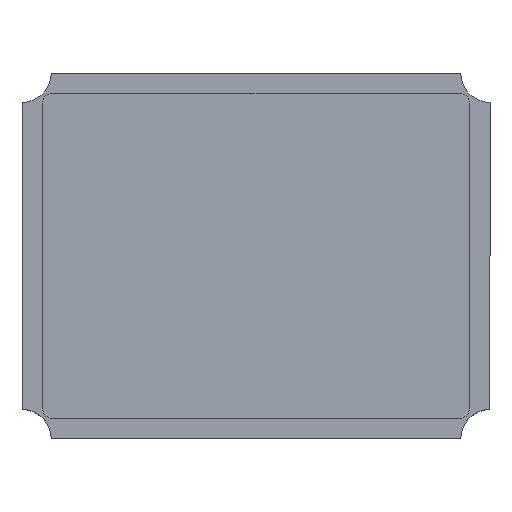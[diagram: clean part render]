
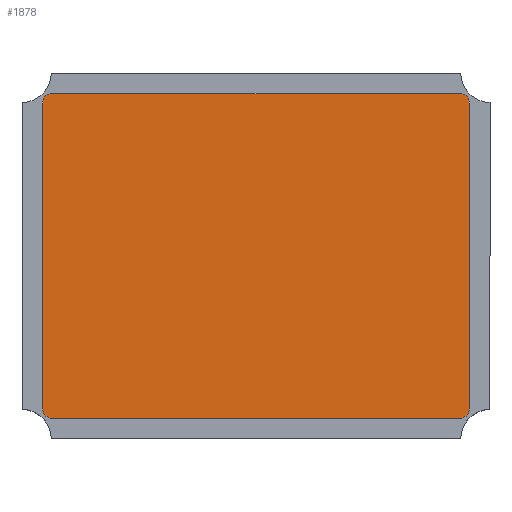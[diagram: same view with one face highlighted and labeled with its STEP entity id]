
A CAD part, top view. The second image highlights one B-rep face of the part: STEP entity #1878.
In plain terms, the highlighted face is planar.
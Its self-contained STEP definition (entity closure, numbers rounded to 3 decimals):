
#78=PLANE('',#2047);
#172=FACE_OUTER_BOUND('',#276,.T.);
#276=EDGE_LOOP('',(#1599,#1600,#1601,#1602,#1603,#1604,#1605,#1606));
#444=LINE('',#3003,#650);
#448=LINE('',#3015,#654);
#452=LINE('',#3027,#658);
#455=LINE('',#3036,#661);
#650=VECTOR('',#2442,1000.);
#654=VECTOR('',#2454,1000.);
#658=VECTOR('',#2466,1000.);
#661=VECTOR('',#2477,1000.);
#760=CIRCLE('',#2033,0.065);
#762=CIRCLE('',#2037,0.065);
#764=CIRCLE('',#2041,0.065);
#766=CIRCLE('',#2045,0.065);
#899=VERTEX_POINT('',#2993);
#900=VERTEX_POINT('',#2995);
#902=VERTEX_POINT('',#3001);
#904=VERTEX_POINT('',#3007);
#906=VERTEX_POINT('',#3013);
#908=VERTEX_POINT('',#3019);
#910=VERTEX_POINT('',#3025);
#912=VERTEX_POINT('',#3031);
#1134=EDGE_CURVE('',#899,#900,#760,.T.);
#1138=EDGE_CURVE('',#902,#899,#444,.T.);
#1141=EDGE_CURVE('',#902,#904,#762,.T.);
#1144=EDGE_CURVE('',#904,#906,#448,.T.);
#1147=EDGE_CURVE('',#906,#908,#764,.T.);
#1150=EDGE_CURVE('',#908,#910,#452,.T.);
#1153=EDGE_CURVE('',#910,#912,#766,.T.);
#1155=EDGE_CURVE('',#900,#912,#455,.T.);
#1599=ORIENTED_EDGE('',*,*,#1134,.F.);
#1600=ORIENTED_EDGE('',*,*,#1138,.F.);
#1601=ORIENTED_EDGE('',*,*,#1141,.T.);
#1602=ORIENTED_EDGE('',*,*,#1144,.T.);
#1603=ORIENTED_EDGE('',*,*,#1147,.T.);
#1604=ORIENTED_EDGE('',*,*,#1150,.T.);
#1605=ORIENTED_EDGE('',*,*,#1153,.T.);
#1606=ORIENTED_EDGE('',*,*,#1155,.F.);
#1878=ADVANCED_FACE('',(#172),#78,.T.);
#2033=AXIS2_PLACEMENT_3D('',#2996,#2435,#2436);
#2037=AXIS2_PLACEMENT_3D('',#3009,#2448,#2449);
#2041=AXIS2_PLACEMENT_3D('',#3021,#2460,#2461);
#2045=AXIS2_PLACEMENT_3D('',#3033,#2472,#2473);
#2047=AXIS2_PLACEMENT_3D('',#3037,#2478,#2479);
#2435=DIRECTION('center_axis',(0.,-1.,0.));
#2436=DIRECTION('ref_axis',(0.,0.,1.));
#2442=DIRECTION('',(1.,0.,0.));
#2448=DIRECTION('center_axis',(0.,1.,0.));
#2449=DIRECTION('ref_axis',(0.,0.,1.));
#2454=DIRECTION('',(0.,0.,1.));
#2460=DIRECTION('center_axis',(0.,1.,0.));
#2461=DIRECTION('ref_axis',(0.,0.,1.));
#2466=DIRECTION('',(1.,0.,0.));
#2472=DIRECTION('center_axis',(0.,1.,0.));
#2473=DIRECTION('ref_axis',(0.,0.,1.));
#2477=DIRECTION('',(0.,0.,1.));
#2478=DIRECTION('center_axis',(0.,1.,0.));
#2479=DIRECTION('ref_axis',(0.,0.,1.));
#2993=CARTESIAN_POINT('',(1.395,-89.4,-1.11));
#2995=CARTESIAN_POINT('',(1.46,-89.4,-1.045));
#2996=CARTESIAN_POINT('Origin',(1.395,-89.4,-1.045));
#3001=CARTESIAN_POINT('',(-1.395,-89.4,-1.11));
#3003=CARTESIAN_POINT('',(0.,-89.4,-1.11));
#3007=CARTESIAN_POINT('',(-1.46,-89.4,-1.045));
#3009=CARTESIAN_POINT('Origin',(-1.395,-89.4,-1.045));
#3013=CARTESIAN_POINT('',(-1.46,-89.4,1.045));
#3015=CARTESIAN_POINT('',(-1.46,-89.4,0.));
#3019=CARTESIAN_POINT('',(-1.395,-89.4,1.11));
#3021=CARTESIAN_POINT('Origin',(-1.395,-89.4,1.045));
#3025=CARTESIAN_POINT('',(1.395,-89.4,1.11));
#3027=CARTESIAN_POINT('',(0.,-89.4,1.11));
#3031=CARTESIAN_POINT('',(1.46,-89.4,1.045));
#3033=CARTESIAN_POINT('Origin',(1.395,-89.4,1.045));
#3036=CARTESIAN_POINT('',(1.46,-89.4,0.));
#3037=CARTESIAN_POINT('Origin',(0.,-89.4,0.));
